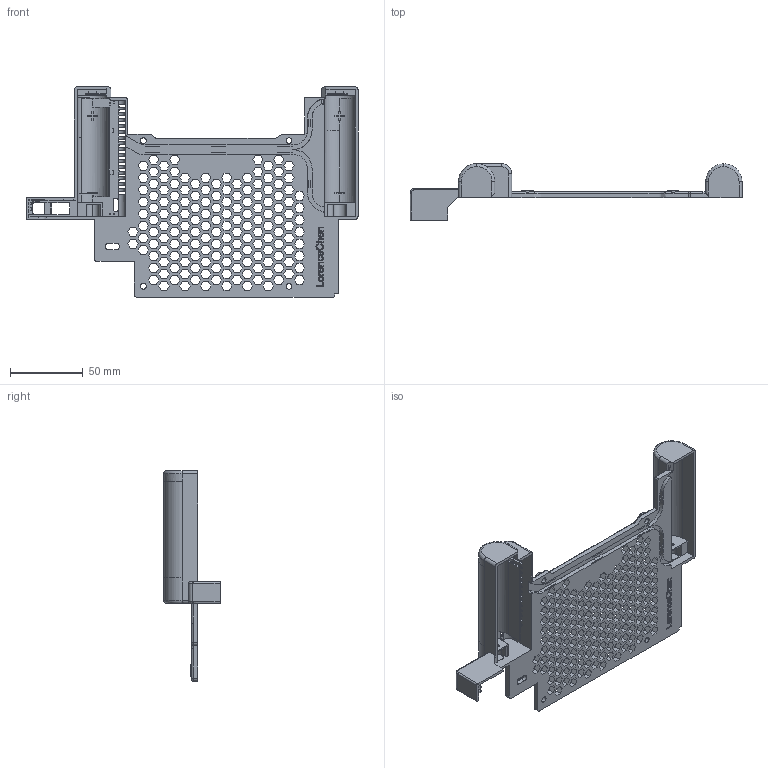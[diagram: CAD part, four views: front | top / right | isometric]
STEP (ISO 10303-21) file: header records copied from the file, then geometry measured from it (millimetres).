
FILE_DESCRIPTION(/* description */ (''),/* implementation_level */ '2;1');
FILE_NAME(/* name */ 'S10E-MODEL-C-CASE',/* time_stamp */ '2023-08-31T16:21:18+08:00',/* author */ (''),/* organization */ (''),/* preprocessor_version */ 'ST-DEVELOPER v16.5',/* originating_system */ 'Rhino 7.26',/* authorisation */ '');
FILE_SCHEMA (('AUTOMOTIVE_DESIGN'));
Length unit declared in the file: millimetre
Products named in the file (1): Document
Bounding box: 227.89 x 38.68 x 144.41 mm (x, y, z)
Surface area: 72866.6 mm2 (no closed solid volume)
Topology: 0 solids, 1 shells, 1712 faces, 4957 edges, 3242 vertices
Faces by surface type: plane 1416, cylinder 236, bspline 60
Entity records: 53678 total; most frequent: CARTESIAN_POINT 20366, ORIENTED_EDGE 9915, EDGE_CURVE 4958, B_SPLINE_CURVE_WITH_KNOTS 4298, VERTEX_POINT 3242, EDGE_LOOP 2087, ADVANCED_FACE 1712, FACE_OUTER_BOUND 1712
